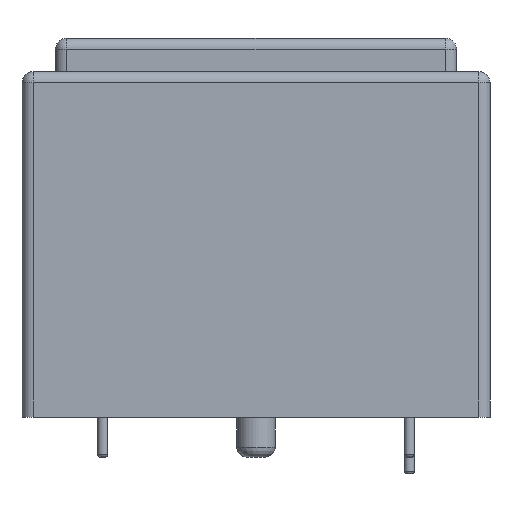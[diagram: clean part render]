
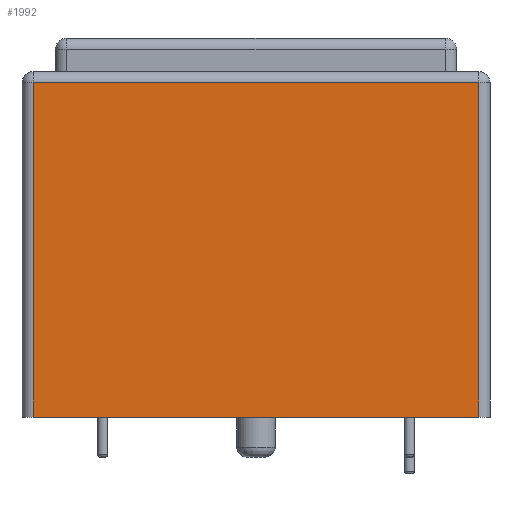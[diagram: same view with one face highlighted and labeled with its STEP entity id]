
A CAD part, front view. The second image highlights one B-rep face of the part: STEP entity #1992.
In plain terms, the highlighted planar face has unit normal (0, -1, 0).
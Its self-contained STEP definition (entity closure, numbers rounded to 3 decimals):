
#1738 = VERTEX_POINT('',#1739);
#1739 = CARTESIAN_POINT('',(33.75,-21.5,30.1));
#1748 = VERTEX_POINT('',#1749);
#1749 = CARTESIAN_POINT('',(-6.25,-21.5,30.1));
#1756 = EDGE_CURVE('',#1738,#1748,#1757,.T.);
#1757 = LINE('',#1758,#1759);
#1758 = CARTESIAN_POINT('',(33.75,-21.5,30.1));
#1759 = VECTOR('',#1760,1.);
#1760 = DIRECTION('',(-1.,0.,0.));
#1992 = ADVANCED_FACE('',(#1993),#2018,.T.);
#1993 = FACE_BOUND('',#1994,.T.);
#1994 = EDGE_LOOP('',(#1995,#2003,#2004,#2012));
#1995 = ORIENTED_EDGE('',*,*,#1996,.T.);
#1996 = EDGE_CURVE('',#1997,#1738,#1999,.T.);
#1997 = VERTEX_POINT('',#1998);
#1998 = CARTESIAN_POINT('',(33.75,-21.5,0.1));
#1999 = LINE('',#2000,#2001);
#2000 = CARTESIAN_POINT('',(33.75,-21.5,0.1));
#2001 = VECTOR('',#2002,1.);
#2002 = DIRECTION('',(0.,0.,1.));
#2003 = ORIENTED_EDGE('',*,*,#1756,.T.);
#2004 = ORIENTED_EDGE('',*,*,#2005,.F.);
#2005 = EDGE_CURVE('',#2006,#1748,#2008,.T.);
#2006 = VERTEX_POINT('',#2007);
#2007 = CARTESIAN_POINT('',(-6.25,-21.5,0.1));
#2008 = LINE('',#2009,#2010);
#2009 = CARTESIAN_POINT('',(-6.25,-21.5,0.1));
#2010 = VECTOR('',#2011,1.);
#2011 = DIRECTION('',(0.,0.,1.));
#2012 = ORIENTED_EDGE('',*,*,#2013,.F.);
#2013 = EDGE_CURVE('',#1997,#2006,#2014,.T.);
#2014 = LINE('',#2015,#2016);
#2015 = CARTESIAN_POINT('',(34.75,-21.5,0.1));
#2016 = VECTOR('',#2017,1.);
#2017 = DIRECTION('',(-1.,0.,0.));
#2018 = PLANE('',#2019);
#2019 = AXIS2_PLACEMENT_3D('',#2020,#2021,#2022);
#2020 = CARTESIAN_POINT('',(34.75,-21.5,0.1));
#2021 = DIRECTION('',(0.,-1.,0.));
#2022 = DIRECTION('',(-1.,0.,0.));
